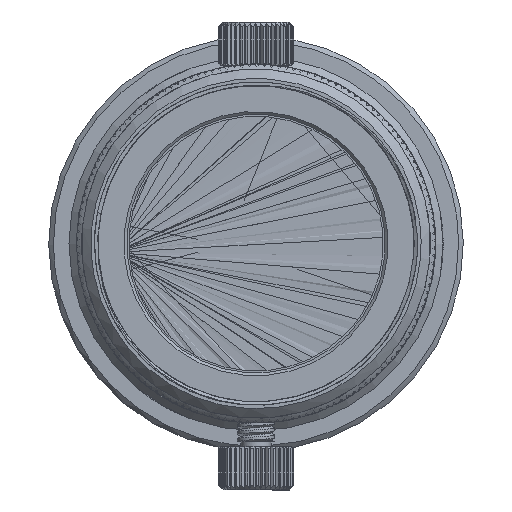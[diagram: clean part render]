
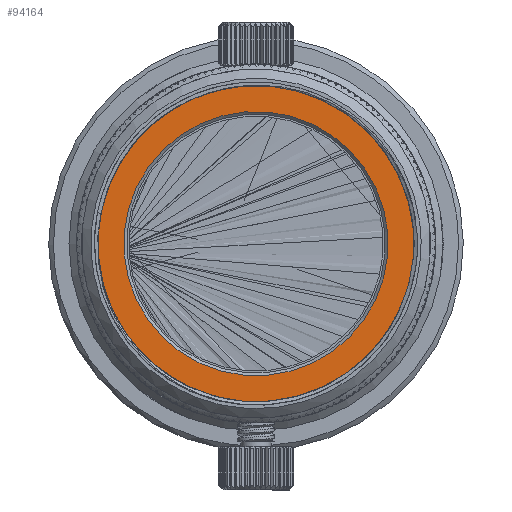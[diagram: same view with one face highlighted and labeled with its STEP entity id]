
A CAD part, left-side view. The second image highlights one B-rep face of the part: STEP entity #94164.
In plain terms, the highlighted planar face has unit normal (-1, 0, 0).
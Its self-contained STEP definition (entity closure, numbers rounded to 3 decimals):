
#2308 = DIRECTION ( 'NONE',  ( 1., 0., 0. ) ) ;
#8429 = ORIENTED_EDGE ( 'NONE', *, *, #59604, .F. ) ;
#8535 = CARTESIAN_POINT ( 'NONE',  ( -30.638, 0., 0. ) ) ;
#21590 = CIRCLE ( 'NONE', #76766, 17.1 ) ;
#25644 = VERTEX_POINT ( 'NONE', #27579 ) ;
#27579 = CARTESIAN_POINT ( 'NONE',  ( -30.638, 1.51, -17.033 ) ) ;
#28611 = CARTESIAN_POINT ( 'NONE',  ( -30.638, 0., 0. ) ) ;
#31719 = DIRECTION ( 'NONE',  ( 1., 0., 0. ) ) ;
#32390 = DIRECTION ( 'NONE',  ( 0., 0.088, -0.996 ) ) ;
#36034 = FACE_BOUND ( 'NONE', #73252, .T. ) ;
#46541 = AXIS2_PLACEMENT_3D ( 'NONE', #8535, #31719, #91890 ) ;
#49798 = VERTEX_POINT ( 'NONE', #87770 ) ;
#56573 = EDGE_LOOP ( 'NONE', ( #8429 ) ) ;
#59604 = EDGE_CURVE ( 'NONE', #25644, #25644, #21590, .T. ) ;
#62004 = CARTESIAN_POINT ( 'NONE',  ( -30.638, 0., 0. ) ) ;
#66120 = FACE_OUTER_BOUND ( 'NONE', #56573, .T. ) ;
#67016 = CIRCLE ( 'NONE', #46541, 14. ) ;
#73252 = EDGE_LOOP ( 'NONE', ( #73628 ) ) ;
#73628 = ORIENTED_EDGE ( 'NONE', *, *, #80045, .T. ) ;
#75462 = DIRECTION ( 'NONE',  ( 0., -0.088, 0.996 ) ) ;
#76766 = AXIS2_PLACEMENT_3D ( 'NONE', #62004, #2308, #32390 ) ;
#78454 = AXIS2_PLACEMENT_3D ( 'NONE', #28611, #78981, #75462 ) ;
#78981 = DIRECTION ( 'NONE',  ( 1., 0., 0. ) ) ;
#80045 = EDGE_CURVE ( 'NONE', #49798, #49798, #67016, .T. ) ;
#87770 = CARTESIAN_POINT ( 'NONE',  ( -30.638, 1.236, -13.945 ) ) ;
#91890 = DIRECTION ( 'NONE',  ( 0., 0.088, -0.996 ) ) ;
#94164 = ADVANCED_FACE ( 'NONE', ( #36034, #66120 ), #96216, .F. ) ;
#96216 = PLANE ( 'NONE',  #78454 ) ;
